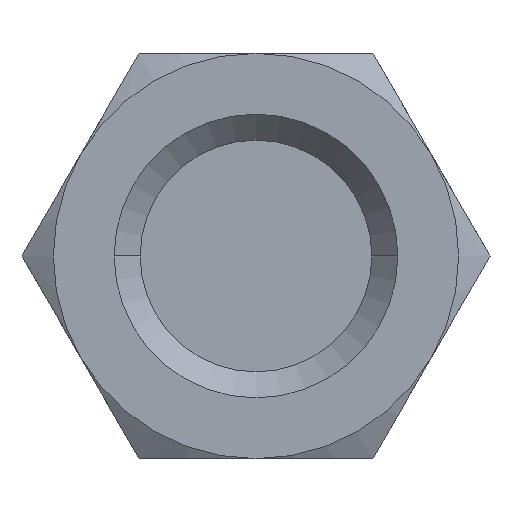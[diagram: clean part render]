
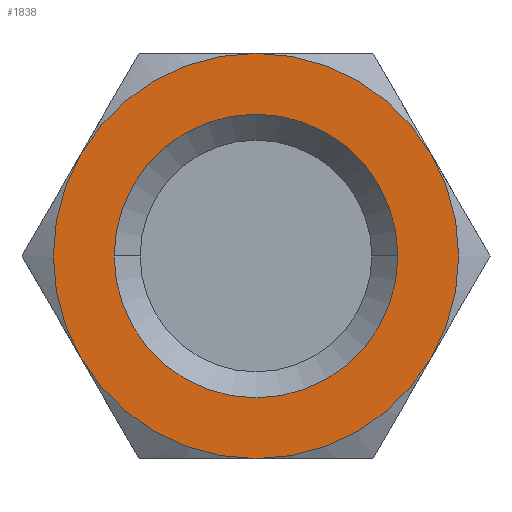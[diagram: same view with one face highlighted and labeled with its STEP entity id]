
A CAD part, front view. The second image highlights one B-rep face of the part: STEP entity #1838.
In plain terms, the highlighted planar face has unit normal (0, -1, 0).
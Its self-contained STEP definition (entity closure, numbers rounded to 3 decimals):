
#138 = FACE_OUTER_BOUND ( 'NONE', #485, .T. ) ;
#139 = FACE_BOUND ( 'NONE', #501, .T. ) ;
#217 = ORIENTED_EDGE ( 'NONE', *, *, #1383, .F. ) ;
#218 = ORIENTED_EDGE ( 'NONE', *, *, #1396, .F. ) ;
#219 = ORIENTED_EDGE ( 'NONE', *, *, #1395, .T. ) ;
#220 = ORIENTED_EDGE ( 'NONE', *, *, #1394, .T. ) ;
#254 = ORIENTED_EDGE ( 'NONE', *, *, #1392, .T. ) ;
#255 = ORIENTED_EDGE ( 'NONE', *, *, #1393, .T. ) ;
#260 = ORIENTED_EDGE ( 'NONE', *, *, #1390, .T. ) ;
#263 = ORIENTED_EDGE ( 'NONE', *, *, #1391, .T. ) ;
#324 = VERTEX_POINT ( 'NONE', #520 ) ;
#325 = VERTEX_POINT ( 'NONE', #515 ) ;
#326 = VERTEX_POINT ( 'NONE', #537 ) ;
#327 = VERTEX_POINT ( 'NONE', #536 ) ;
#330 = VERTEX_POINT ( 'NONE', #2046 ) ;
#331 = VERTEX_POINT ( 'NONE', #2047 ) ;
#332 = VERTEX_POINT ( 'NONE', #2048 ) ;
#333 = VERTEX_POINT ( 'NONE', #2049 ) ;
#485 = EDGE_LOOP ( 'NONE', ( #260, #263, #254, #255, #220, #219 ) ) ;
#501 = EDGE_LOOP ( 'NONE', ( #218, #217 ) ) ;
#515 = CARTESIAN_POINT ( 'NONE',  ( 4.9, 0., 0. ) ) ;
#520 = CARTESIAN_POINT ( 'NONE',  ( -4.9, 0., 0. ) ) ;
#536 = CARTESIAN_POINT ( 'NONE',  ( 6.062, 0., -3.5 ) ) ;
#537 = CARTESIAN_POINT ( 'NONE',  ( 0., 0., -7. ) ) ;
#1037 = PLANE ( 'NONE',  #1594 ) ;
#1044 = CARTESIAN_POINT ( 'NONE',  ( 0., 0., 0. ) ) ;
#1045 = DIRECTION ( 'NONE',  ( 0., -1., 0. ) ) ;
#1046 = DIRECTION ( 'NONE',  ( 0., 0., -1. ) ) ;
#1383 = EDGE_CURVE ( 'NONE', #324, #325, #1692, .T. ) ;
#1390 = EDGE_CURVE ( 'NONE', #326, #327, #1704, .T. ) ;
#1391 = EDGE_CURVE ( 'NONE', #327, #330, #1702, .T. ) ;
#1392 = EDGE_CURVE ( 'NONE', #330, #331, #1706, .T. ) ;
#1393 = EDGE_CURVE ( 'NONE', #331, #332, #1707, .T. ) ;
#1394 = EDGE_CURVE ( 'NONE', #332, #333, #1708, .T. ) ;
#1395 = EDGE_CURVE ( 'NONE', #333, #326, #1709, .T. ) ;
#1396 = EDGE_CURVE ( 'NONE', #325, #324, #1710, .T. ) ;
#1476 = AXIS2_PLACEMENT_3D ( 'NONE', #2096, #2097, #2098 ) ;
#1480 = AXIS2_PLACEMENT_3D ( 'NONE', #2112, #2113, #2114 ) ;
#1481 = AXIS2_PLACEMENT_3D ( 'NONE', #2115, #2116, #2117 ) ;
#1482 = AXIS2_PLACEMENT_3D ( 'NONE', #2118, #2119, #2120 ) ;
#1483 = AXIS2_PLACEMENT_3D ( 'NONE', #2121, #2122, #2123 ) ;
#1484 = AXIS2_PLACEMENT_3D ( 'NONE', #2124, #2125, #2126 ) ;
#1485 = AXIS2_PLACEMENT_3D ( 'NONE', #2129, #2130, #2131 ) ;
#1486 = AXIS2_PLACEMENT_3D ( 'NONE', #2134, #2135, #2136 ) ;
#1594 = AXIS2_PLACEMENT_3D ( 'NONE', #1044, #1045, #1046 ) ;
#1692 = CIRCLE ( 'NONE', #1476, 4.9 ) ;
#1702 = CIRCLE ( 'NONE', #1481, 7. ) ;
#1704 = CIRCLE ( 'NONE', #1480, 7. ) ;
#1706 = CIRCLE ( 'NONE', #1482, 7. ) ;
#1707 = CIRCLE ( 'NONE', #1483, 7. ) ;
#1708 = CIRCLE ( 'NONE', #1484, 7. ) ;
#1709 = CIRCLE ( 'NONE', #1485, 7. ) ;
#1710 = CIRCLE ( 'NONE', #1486, 4.9 ) ;
#1838 = ADVANCED_FACE ( 'NONE', ( #138, #139 ), #1037, .T. ) ;
#2046 = CARTESIAN_POINT ( 'NONE',  ( 6.062, 0., 3.5 ) ) ;
#2047 = CARTESIAN_POINT ( 'NONE',  ( 0., 0., 7. ) ) ;
#2048 = CARTESIAN_POINT ( 'NONE',  ( -6.062, 0., 3.5 ) ) ;
#2049 = CARTESIAN_POINT ( 'NONE',  ( -6.062, 0., -3.5 ) ) ;
#2096 = CARTESIAN_POINT ( 'NONE',  ( 0., 0., 0. ) ) ;
#2097 = DIRECTION ( 'NONE',  ( 0., -1., 0. ) ) ;
#2098 = DIRECTION ( 'NONE',  ( 1., 0., 0. ) ) ;
#2112 = CARTESIAN_POINT ( 'NONE',  ( 0., 0., 0. ) ) ;
#2113 = DIRECTION ( 'NONE',  ( 0., -1., 0. ) ) ;
#2114 = DIRECTION ( 'NONE',  ( 0., 0., -1. ) ) ;
#2115 = CARTESIAN_POINT ( 'NONE',  ( 0., 0., 0. ) ) ;
#2116 = DIRECTION ( 'NONE',  ( 0., -1., 0. ) ) ;
#2117 = DIRECTION ( 'NONE',  ( 0., 0., -1. ) ) ;
#2118 = CARTESIAN_POINT ( 'NONE',  ( 0., 0., 0. ) ) ;
#2119 = DIRECTION ( 'NONE',  ( 0., -1., 0. ) ) ;
#2120 = DIRECTION ( 'NONE',  ( 0., 0., -1. ) ) ;
#2121 = CARTESIAN_POINT ( 'NONE',  ( 0., 0., 0. ) ) ;
#2122 = DIRECTION ( 'NONE',  ( 0., -1., 0. ) ) ;
#2123 = DIRECTION ( 'NONE',  ( 0., 0., -1. ) ) ;
#2124 = CARTESIAN_POINT ( 'NONE',  ( 0., 0., 0. ) ) ;
#2125 = DIRECTION ( 'NONE',  ( 0., -1., 0. ) ) ;
#2126 = DIRECTION ( 'NONE',  ( 0., 0., -1. ) ) ;
#2129 = CARTESIAN_POINT ( 'NONE',  ( 0., 0., 0. ) ) ;
#2130 = DIRECTION ( 'NONE',  ( 0., -1., 0. ) ) ;
#2131 = DIRECTION ( 'NONE',  ( 0., 0., -1. ) ) ;
#2134 = CARTESIAN_POINT ( 'NONE',  ( 0., 0., 0. ) ) ;
#2135 = DIRECTION ( 'NONE',  ( 0., -1., 0. ) ) ;
#2136 = DIRECTION ( 'NONE',  ( 1., 0., 0. ) ) ;
